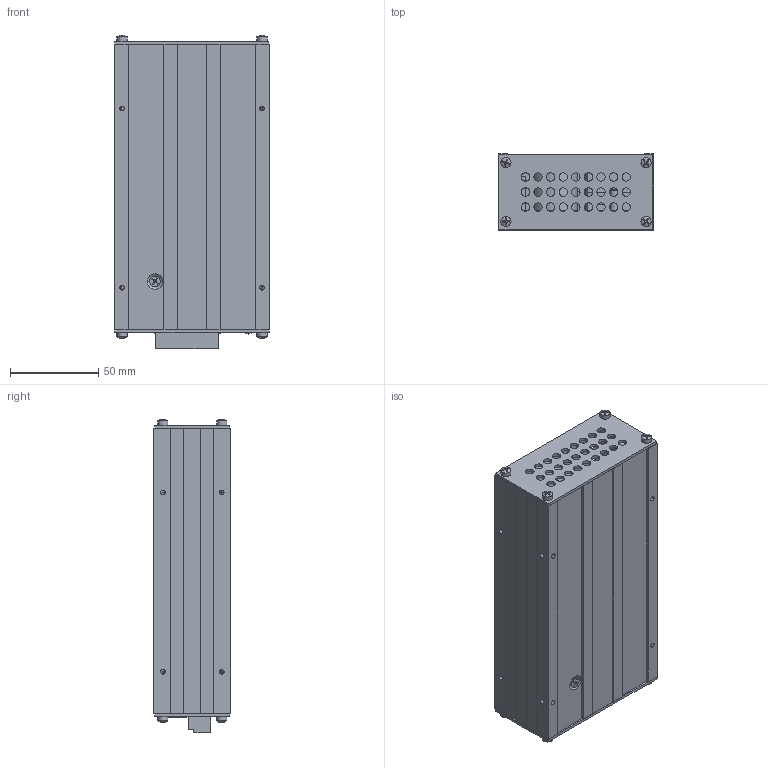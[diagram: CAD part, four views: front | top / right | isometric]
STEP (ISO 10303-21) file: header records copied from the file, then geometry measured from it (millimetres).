
FILE_DESCRIPTION(('WN6B CASE'),'2;1');
FILE_NAME('WN6b 10-25-11B.stp','2011-10-25T16:50:11',('JDietsch'),('ACOPIAN TECHNICAL COMPANY'),'Autodesk Inventor 2011','Autodesk Inventor 2011','ACOPIAN TECHNICAL COMPANY');
FILE_SCHEMA(('CONFIG_CONTROL_DESIGN'));
Length unit declared in the file: inch
Products named in the file (13): WN6 CASE GENERIC; New E200-44 EXTRUSION 3.5 NS HOUSING; E200-30, SCREEN F6; E4700-2 WN6, COVER FRONT; Cross Recessed Fillister Head Tapping Screw - Type F - Type I No. 6 - 32 - 1/2; Cross Recessed Flat Countersunk Head Tapping Screw - Type C - Type I - Inch 6-32 UNC - 0.375; WN6 BOARD; PEM Fasteners For Use With PC Boards KPS6 - Inch KPS6-632-8; header_5.08mm_7pl_90; plug_5.08mm_7pl; LOGO CLEAR; E4500-29 COVER, WN8 REAR - NO FAN
Assembly tree (21 placements, depth 3):
  WN6 CASE GENERIC
    New E200-44 EXTRUSION 3.5 NS HOUSING
    E200-30, SCREEN F6
    E4700-2 WN6, COVER FRONT
    Cross Recessed Fillister Head Tapping Screw - Type F - Type I No. 6 - 32 - 1/2  x8
    Cross Recessed Flat Countersunk Head Tapping Screw - Type C - Type I - Inch 6-32 UNC - 0.375  x3
    WN6 BOARD
      WN6 BOARD
      PEM Fasteners For Use With PC Boards KPS6 - Inch KPS6-632-8
      header_5.08mm_7pl_90
    plug_5.08mm_7pl
    LOGO CLEAR
    E4500-29 COVER, WN8 REAR - NO FAN
Bounding box: 87.63 x 43.18 x 177.5 mm (x, y, z)
Volume: 181873.8 mm3; surface area: 156209.6 mm2
Topology: 21 solids, 21 shells, 2248 faces, 6123 edges, 4060 vertices
Faces by surface type: plane 1450, bspline 323, cylinder 279, cone 134, torus 54, sphere 8
Full cylindrical faces by diameter (mm): 0.508 x1, 0.813 x31, 1.778 x4, 2.413 x1, 2.642 x9, 3.175 x2, 3.505 x12, 3.9 x7, 3.969 x1, 4.2 x7, 4.366 x8, 4.572 x1, 4.75 x27, 5.159 x1, 5.334 x3, 5.41 x1, 5.74 x8, 6.045 x3, 7.137 x1, 7.158 x1, 10.16 x4, 11.362 x1, 25.4 x3
Entity records: 66772 total; most frequent: CARTESIAN_POINT 17092, ORIENTED_EDGE 10636, DIRECTION 8657, EDGE_CURVE 5318, VECTOR 3947, LINE 3947, VERTEX_POINT 3625, EDGE_LOOP 2616
